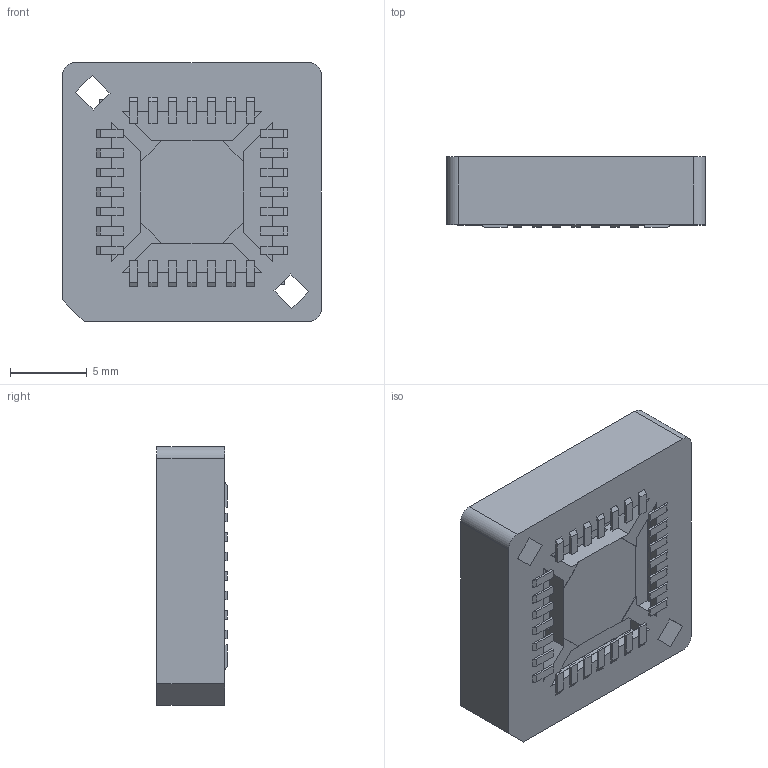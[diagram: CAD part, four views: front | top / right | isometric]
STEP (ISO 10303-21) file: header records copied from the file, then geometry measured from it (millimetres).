
FILE_DESCRIPTION(('STEP AP214'), '1');
FILE_NAME('MTi-1 â ïàíåëè PLCC-28', '', ('UNSPECIFIED'), ('UNSPECIFIED'), 'ASCON STEP Converter 1.6', 'ASCON Math Kernel', '');
FILE_SCHEMA(('AUTOMOTIVE_DESIGN { 1 0 10303 214 3 1 1}'));
Length unit declared in the file: millimetre
Products named in the file (3): C-822516-2
Assembly tree (2 placements, depth 2):
  (unnamed)
    C-822516-2
    (unnamed)
Bounding box: 16.9 x 4.6 x 16.9 mm (x, y, z)
Volume: 910.3 mm3; surface area: 1918 mm2
Topology: 2 solids, 2 shells, 578 faces, 1632 edges, 1084 vertices
Faces by surface type: plane 518, cylinder 60
Full cylindrical faces by diameter (mm): 1 x1
Entity records: 23195 total; most frequent: CARTESIAN_POINT 3296, ORIENTED_EDGE 3262, DIRECTION 2913, EDGE_CURVE 1631, LINE 1511, VECTOR 1511, VERTEX_POINT 1084, AXIS2_PLACEMENT_3D 701
